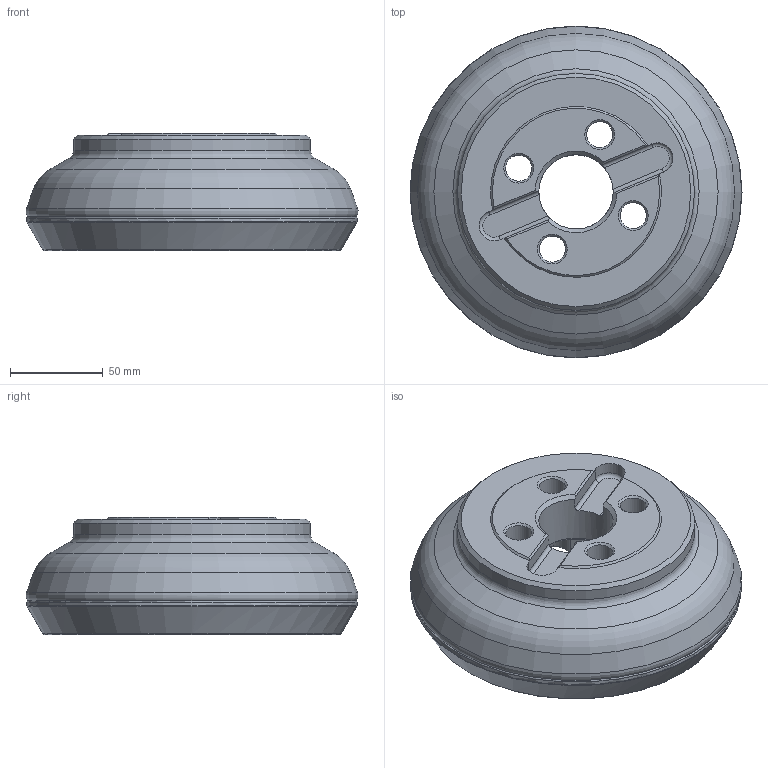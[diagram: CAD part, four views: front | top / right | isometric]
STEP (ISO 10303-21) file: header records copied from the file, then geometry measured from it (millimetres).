
FILE_DESCRIPTION(/* description */ (''),/* implementation_level */ '2;1');
FILE_NAME(/* name */ '160C06R-F60SB22X_115009099ndi000_00-SIM.stp',/* time_stamp */ '2020-01-07T07:46:10+01:00',/* author */ (''),/* organization */ (''),/* preprocessor_version */ 'ST-DEVELOPER v16.7',/* originating_system */ 'SIEMENS PLM Software NX 12.0',/* authorisation */ '');
FILE_SCHEMA (('AUTOMOTIVE_DESIGN { 1 0 10303 214 3 1 1 1 }'));
Length unit declared in the file: millimetre
Products named in the file (1): hm150D8C1F1Epze6
Bounding box: 178.65 x 178.65 x 63 mm (x, y, z)
Volume: 1120832.3 mm3; surface area: 121376.3 mm2
Topology: 2 solids, 8 shells, 114 faces, 289 edges, 185 vertices
Faces by surface type: cone 36, cylinder 32, plane 20, revolution 16, torus 10
Full cylindrical faces by diameter (mm): 6.985 x6, 14 x4, 20 x4, 40 x1, 127.5 x1
Entity records: 3291 total; most frequent: CARTESIAN_POINT 911, DIRECTION 490, ORIENTED_EDGE 396, AXIS2_PLACEMENT_3D 215, EDGE_CURVE 198, EDGE_LOOP 176, VERTEX_POINT 156, FACE_BOUND 134
